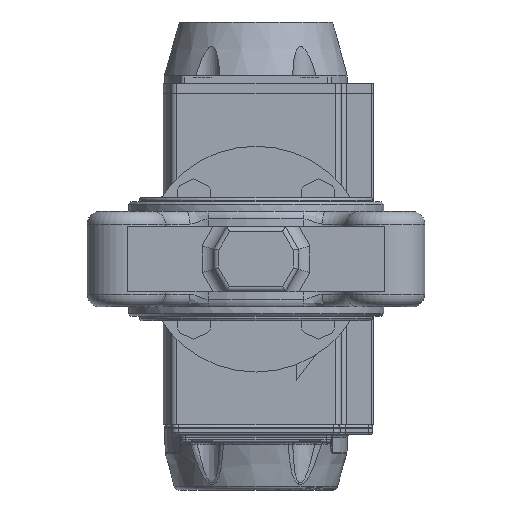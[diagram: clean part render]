
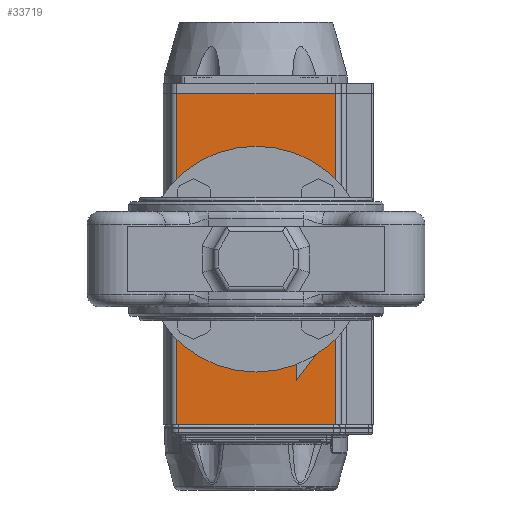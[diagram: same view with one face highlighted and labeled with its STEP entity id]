
A CAD part, front view. The second image highlights one B-rep face of the part: STEP entity #33719.
In plain terms, the highlighted planar face has unit normal (0, -1, 0).
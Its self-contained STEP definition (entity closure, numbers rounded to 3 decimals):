
#893=PLANE('',#37180);
#2954=LINE('',#69559,#4817);
#2956=LINE('',#69566,#4819);
#2968=LINE('',#69618,#4831);
#2969=LINE('',#69624,#4832);
#4817=VECTOR('',#44059,1000.);
#4819=VECTOR('',#44065,1000.);
#4831=VECTOR('',#44111,1000.);
#4832=VECTOR('',#44114,1000.);
#13989=ORIENTED_EDGE('',*,*,#20419,.F.);
#13990=ORIENTED_EDGE('',*,*,#20449,.T.);
#13991=ORIENTED_EDGE('',*,*,#20422,.T.);
#13992=ORIENTED_EDGE('',*,*,#20447,.F.);
#13993=ORIENTED_EDGE('',*,*,#20315,.T.);
#13994=ORIENTED_EDGE('',*,*,#20340,.T.);
#13995=ORIENTED_EDGE('',*,*,#20342,.T.);
#13996=ORIENTED_EDGE('',*,*,#20344,.T.);
#13997=ORIENTED_EDGE('',*,*,#20346,.T.);
#13998=ORIENTED_EDGE('',*,*,#20348,.T.);
#13999=ORIENTED_EDGE('',*,*,#20350,.T.);
#14000=ORIENTED_EDGE('',*,*,#20352,.T.);
#14001=ORIENTED_EDGE('',*,*,#20354,.T.);
#20315=EDGE_CURVE('',#24076,#24076,#26248,.T.);
#20340=EDGE_CURVE('',#24101,#24101,#26273,.T.);
#20342=EDGE_CURVE('',#24103,#24103,#26275,.T.);
#20344=EDGE_CURVE('',#24105,#24105,#26277,.T.);
#20346=EDGE_CURVE('',#24107,#24107,#26279,.T.);
#20348=EDGE_CURVE('',#24109,#24109,#26281,.T.);
#20350=EDGE_CURVE('',#24111,#24111,#26283,.T.);
#20352=EDGE_CURVE('',#24113,#24113,#26285,.T.);
#20354=EDGE_CURVE('',#24115,#24115,#26287,.T.);
#20419=EDGE_CURVE('',#24193,#24168,#2954,.T.);
#20422=EDGE_CURVE('',#24197,#24196,#2956,.T.);
#20447=EDGE_CURVE('',#24168,#24196,#2968,.T.);
#20449=EDGE_CURVE('',#24193,#24197,#2969,.T.);
#24076=VERTEX_POINT('',#69273);
#24101=VERTEX_POINT('',#69336);
#24103=VERTEX_POINT('',#69341);
#24105=VERTEX_POINT('',#69346);
#24107=VERTEX_POINT('',#69351);
#24109=VERTEX_POINT('',#69356);
#24111=VERTEX_POINT('',#69361);
#24113=VERTEX_POINT('',#69366);
#24115=VERTEX_POINT('',#69371);
#24168=VERTEX_POINT('',#69508);
#24193=VERTEX_POINT('',#69558);
#24196=VERTEX_POINT('',#69565);
#24197=VERTEX_POINT('',#69567);
#26248=CIRCLE('',#37009,14.635);
#26273=CIRCLE('',#37047,3.324);
#26275=CIRCLE('',#37050,3.324);
#26277=CIRCLE('',#37053,3.324);
#26279=CIRCLE('',#37056,3.324);
#26281=CIRCLE('',#37059,2.459);
#26283=CIRCLE('',#37062,2.459);
#26285=CIRCLE('',#37065,2.459);
#26287=CIRCLE('',#37068,2.459);
#28581=EDGE_LOOP('',(#13989,#13990,#13991,#13992));
#28582=EDGE_LOOP('',(#13993));
#28583=EDGE_LOOP('',(#13994));
#28584=EDGE_LOOP('',(#13995));
#28585=EDGE_LOOP('',(#13996));
#28586=EDGE_LOOP('',(#13997));
#28587=EDGE_LOOP('',(#13998));
#28588=EDGE_LOOP('',(#13999));
#28589=EDGE_LOOP('',(#14000));
#28590=EDGE_LOOP('',(#14001));
#31208=FACE_BOUND('',#28581,.T.);
#31209=FACE_BOUND('',#28582,.T.);
#31210=FACE_BOUND('',#28583,.T.);
#31211=FACE_BOUND('',#28584,.T.);
#31212=FACE_BOUND('',#28585,.T.);
#31213=FACE_BOUND('',#28586,.T.);
#31214=FACE_BOUND('',#28587,.T.);
#31215=FACE_BOUND('',#28588,.T.);
#31216=FACE_BOUND('',#28589,.T.);
#31217=FACE_BOUND('',#28590,.T.);
#33719=ADVANCED_FACE('',(#31208,#31209,#31210,#31211,#31212,#31213,#31214,
#31215,#31216,#31217),#893,.T.);
#37009=AXIS2_PLACEMENT_3D('',#69272,#43742,#43743);
#37047=AXIS2_PLACEMENT_3D('',#69335,#43818,#43819);
#37050=AXIS2_PLACEMENT_3D('',#69340,#43824,#43825);
#37053=AXIS2_PLACEMENT_3D('',#69345,#43830,#43831);
#37056=AXIS2_PLACEMENT_3D('',#69350,#43836,#43837);
#37059=AXIS2_PLACEMENT_3D('',#69355,#43842,#43843);
#37062=AXIS2_PLACEMENT_3D('',#69360,#43848,#43849);
#37065=AXIS2_PLACEMENT_3D('',#69365,#43854,#43855);
#37068=AXIS2_PLACEMENT_3D('',#69370,#43860,#43861);
#37180=AXIS2_PLACEMENT_3D('',#69623,#44112,#44113);
#43742=DIRECTION('',(0.,1.,0.));
#43743=DIRECTION('',(1.,0.,0.));
#43818=DIRECTION('',(0.,1.,0.));
#43819=DIRECTION('',(1.,0.,0.));
#43824=DIRECTION('',(0.,1.,0.));
#43825=DIRECTION('',(1.,0.,0.));
#43830=DIRECTION('',(0.,1.,0.));
#43831=DIRECTION('',(1.,0.,0.));
#43836=DIRECTION('',(0.,1.,0.));
#43837=DIRECTION('',(1.,0.,0.));
#43842=DIRECTION('',(0.,1.,0.));
#43843=DIRECTION('',(1.,0.,0.));
#43848=DIRECTION('',(0.,1.,0.));
#43849=DIRECTION('',(1.,0.,0.));
#43854=DIRECTION('',(0.,1.,0.));
#43855=DIRECTION('',(1.,0.,0.));
#43860=DIRECTION('',(0.,1.,0.));
#43861=DIRECTION('',(1.,0.,0.));
#44059=DIRECTION('',(1.,0.,0.));
#44065=DIRECTION('',(1.,0.,0.));
#44111=DIRECTION('',(0.,0.,-1.));
#44112=DIRECTION('',(0.,-1.,0.));
#44113=DIRECTION('',(-1.,0.,0.));
#44114=DIRECTION('',(0.,0.,-1.));
#69272=CARTESIAN_POINT('',(0.,-44.471,66.));
#69273=CARTESIAN_POINT('',(14.635,-44.471,66.));
#69335=CARTESIAN_POINT('',(-24.749,-44.471,41.251));
#69336=CARTESIAN_POINT('',(-21.425,-44.471,41.251));
#69340=CARTESIAN_POINT('',(24.749,-44.471,41.251));
#69341=CARTESIAN_POINT('',(28.072,-44.471,41.251));
#69345=CARTESIAN_POINT('',(24.749,-44.471,90.749));
#69346=CARTESIAN_POINT('',(28.072,-44.471,90.749));
#69350=CARTESIAN_POINT('',(-24.749,-44.471,90.749));
#69351=CARTESIAN_POINT('',(-21.425,-44.471,90.749));
#69355=CARTESIAN_POINT('',(-17.678,-44.471,83.678));
#69356=CARTESIAN_POINT('',(-15.219,-44.471,83.678));
#69360=CARTESIAN_POINT('',(-17.678,-44.471,48.322));
#69361=CARTESIAN_POINT('',(-15.219,-44.471,48.322));
#69365=CARTESIAN_POINT('',(17.678,-44.471,48.322));
#69366=CARTESIAN_POINT('',(20.136,-44.471,48.322));
#69370=CARTESIAN_POINT('',(17.678,-44.471,83.678));
#69371=CARTESIAN_POINT('',(20.136,-44.471,83.678));
#69508=CARTESIAN_POINT('',(31.5,-44.471,132.));
#69558=CARTESIAN_POINT('',(-31.5,-44.471,132.));
#69559=CARTESIAN_POINT('',(5.25,-44.471,132.));
#69565=CARTESIAN_POINT('',(31.5,-44.471,0.));
#69566=CARTESIAN_POINT('',(5.25,-44.471,0.));
#69567=CARTESIAN_POINT('',(-31.5,-44.471,0.));
#69618=CARTESIAN_POINT('',(31.5,-44.471,0.));
#69623=CARTESIAN_POINT('',(-31.5,-44.471,0.));
#69624=CARTESIAN_POINT('',(-31.5,-44.471,0.));
